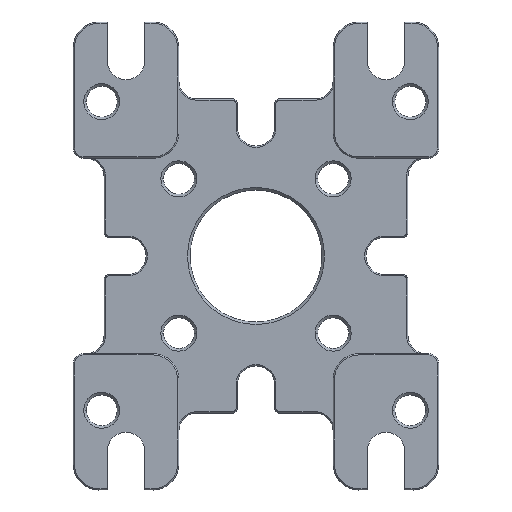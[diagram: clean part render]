
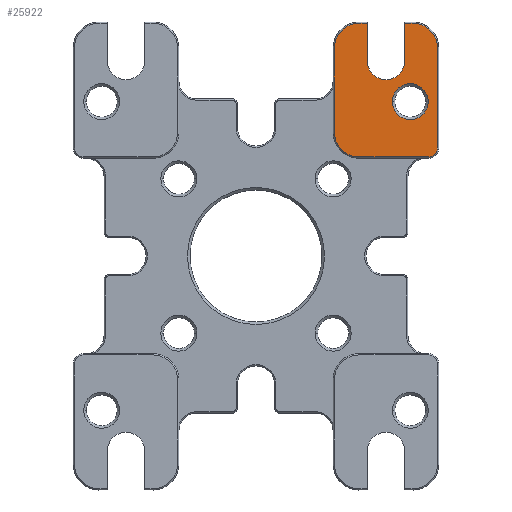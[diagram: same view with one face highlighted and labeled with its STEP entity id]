
A CAD part, top view. The second image highlights one B-rep face of the part: STEP entity #25922.
In plain terms, the highlighted planar face has unit normal (0, 0, 1).
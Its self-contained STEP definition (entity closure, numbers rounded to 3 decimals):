
#172 = EDGE_CURVE ( 'NONE', #16042, #5993, #23212, .T. ) ;
#189 = VECTOR ( 'NONE', #407, 1000. ) ;
#314 = AXIS2_PLACEMENT_3D ( 'NONE', #24328, #10847, #28811 ) ;
#407 = DIRECTION ( 'NONE',  ( 0., 1., 0. ) ) ;
#572 = VERTEX_POINT ( 'NONE', #23755 ) ;
#653 = VERTEX_POINT ( 'NONE', #12024 ) ;
#915 = EDGE_CURVE ( 'NONE', #24920, #7729, #1001, .T. ) ;
#1001 = LINE ( 'NONE', #15389, #17536 ) ;
#1086 = CIRCLE ( 'NONE', #16969, 3.5 ) ;
#1351 = CARTESIAN_POINT ( 'NONE',  ( 0., 19.25, 6. ) ) ;
#1353 = AXIS2_PLACEMENT_3D ( 'NONE', #28983, #26825, #15617 ) ;
#1698 = DIRECTION ( 'NONE',  ( -1., 0., 0. ) ) ;
#2056 = CARTESIAN_POINT ( 'NONE',  ( 33.5, 30., 6. ) ) ;
#2452 = VERTEX_POINT ( 'NONE', #3154 ) ;
#2525 = CARTESIAN_POINT ( 'NONE',  ( 26.5, 30., 6. ) ) ;
#3015 = AXIS2_PLACEMENT_3D ( 'NONE', #10787, #28432, #23979 ) ;
#3154 = CARTESIAN_POINT ( 'NONE',  ( 35.3, 21., 6. ) ) ;
#3168 = CIRCLE ( 'NONE', #18872, 3.62 ) ;
#3653 = LINE ( 'NONE', #16478, #8151 ) ;
#3968 = AXIS2_PLACEMENT_3D ( 'NONE', #27549, #9538, #20768 ) ;
#3974 = DIRECTION ( 'NONE',  ( 1., 0., 0. ) ) ;
#4107 = DIRECTION ( 'NONE',  ( 0., -1., 0. ) ) ;
#4886 = DIRECTION ( 'NONE',  ( -1., 0., 0. ) ) ;
#5252 = DIRECTION ( 'NONE',  ( 0., -1., 0. ) ) ;
#5302 = CARTESIAN_POINT ( 'NONE',  ( 15.25, 40.5, 6. ) ) ;
#5584 = DIRECTION ( 'NONE',  ( -1., 0., 0. ) ) ;
#5993 = VERTEX_POINT ( 'NONE', #25483 ) ;
#6307 = CARTESIAN_POINT ( 'NONE',  ( 20., 45.25, 6. ) ) ;
#7016 = LINE ( 'NONE', #13212, #15154 ) ;
#7042 = CARTESIAN_POINT ( 'NONE',  ( 28.895, 45.25, 6. ) ) ;
#7074 = AXIS2_PLACEMENT_3D ( 'NONE', #20926, #25465, #5584 ) ;
#7123 = LINE ( 'NONE', #20403, #189 ) ;
#7298 = EDGE_CURVE ( 'NONE', #16349, #15152, #3653, .T. ) ;
#7365 = ORIENTED_EDGE ( 'NONE', *, *, #15091, .T. ) ;
#7437 = ORIENTED_EDGE ( 'NONE', *, *, #18193, .T. ) ;
#7729 = VERTEX_POINT ( 'NONE', #7042 ) ;
#8005 = EDGE_CURVE ( 'NONE', #9786, #16042, #3168, .T. ) ;
#8151 = VECTOR ( 'NONE', #5252, 1000. ) ;
#9401 = VERTEX_POINT ( 'NONE', #6307 ) ;
#9538 = DIRECTION ( 'NONE',  ( 0., 0., -1. ) ) ;
#9648 = DIRECTION ( 'NONE',  ( 0., 0., -1. ) ) ;
#9786 = VERTEX_POINT ( 'NONE', #24385 ) ;
#9815 = ORIENTED_EDGE ( 'NONE', *, *, #15030, .T. ) ;
#9841 = ORIENTED_EDGE ( 'NONE', *, *, #7298, .T. ) ;
#9998 = EDGE_CURVE ( 'NONE', #2452, #572, #7123, .T. ) ;
#10465 = CIRCLE ( 'NONE', #1353, 4.75 ) ;
#10787 = CARTESIAN_POINT ( 'NONE',  ( 20., 40.5, 6. ) ) ;
#10847 = DIRECTION ( 'NONE',  ( 0., 0., 1. ) ) ;
#11714 = EDGE_CURVE ( 'NONE', #15152, #15141, #11917, .T. ) ;
#11917 = CIRCLE ( 'NONE', #314, 4.75 ) ;
#12024 = CARTESIAN_POINT ( 'NONE',  ( 33.55, 19.25, 6. ) ) ;
#12098 = CARTESIAN_POINT ( 'NONE',  ( 15.25, 24., 6. ) ) ;
#13212 = CARTESIAN_POINT ( 'NONE',  ( 28.895, 53.09, 6. ) ) ;
#13788 = ORIENTED_EDGE ( 'NONE', *, *, #25733, .T. ) ;
#14384 = DIRECTION ( 'NONE',  ( -1., 0., 0. ) ) ;
#14513 = ORIENTED_EDGE ( 'NONE', *, *, #9998, .T. ) ;
#14531 = ORIENTED_EDGE ( 'NONE', *, *, #915, .T. ) ;
#14673 = ORIENTED_EDGE ( 'NONE', *, *, #14691, .T. ) ;
#14691 = EDGE_CURVE ( 'NONE', #19018, #25715, #27348, .T. ) ;
#15030 = EDGE_CURVE ( 'NONE', #572, #24920, #10465, .T. ) ;
#15091 = EDGE_CURVE ( 'NONE', #25715, #19018, #1086, .T. ) ;
#15123 = DIRECTION ( 'NONE',  ( 0., 0., 1. ) ) ;
#15141 = VERTEX_POINT ( 'NONE', #16403 ) ;
#15152 = VERTEX_POINT ( 'NONE', #12098 ) ;
#15154 = VECTOR ( 'NONE', #4107, 1000. ) ;
#15389 = CARTESIAN_POINT ( 'NONE',  ( 28.895, 45.25, 6. ) ) ;
#15617 = DIRECTION ( 'NONE',  ( -1., 0., 0. ) ) ;
#15655 = EDGE_CURVE ( 'NONE', #5993, #9401, #19135, .T. ) ;
#16042 = VERTEX_POINT ( 'NONE', #22141 ) ;
#16349 = VERTEX_POINT ( 'NONE', #5302 ) ;
#16403 = CARTESIAN_POINT ( 'NONE',  ( 20., 19.25, 6. ) ) ;
#16478 = CARTESIAN_POINT ( 'NONE',  ( 15.25, 24., 6. ) ) ;
#16500 = CARTESIAN_POINT ( 'NONE',  ( 30., 30., 6. ) ) ;
#16969 = AXIS2_PLACEMENT_3D ( 'NONE', #16500, #9648, #27579 ) ;
#17536 = VECTOR ( 'NONE', #26416, 1000. ) ;
#17546 = ORIENTED_EDGE ( 'NONE', *, *, #15655, .T. ) ;
#17747 = CARTESIAN_POINT ( 'NONE',  ( 30.55, 45.25, 6. ) ) ;
#18193 = EDGE_CURVE ( 'NONE', #653, #2452, #24742, .T. ) ;
#18375 = CARTESIAN_POINT ( 'NONE',  ( 25.275, 37.91, 6. ) ) ;
#18503 = ORIENTED_EDGE ( 'NONE', *, *, #26160, .T. ) ;
#18872 = AXIS2_PLACEMENT_3D ( 'NONE', #18375, #25345, #4886 ) ;
#19018 = VERTEX_POINT ( 'NONE', #2525 ) ;
#19135 = LINE ( 'NONE', #23672, #25042 ) ;
#19671 = VECTOR ( 'NONE', #3974, 1000. ) ;
#20403 = CARTESIAN_POINT ( 'NONE',  ( 35.3, 0., 6. ) ) ;
#20768 = DIRECTION ( 'NONE',  ( -1., 0., 0. ) ) ;
#20926 = CARTESIAN_POINT ( 'NONE',  ( 30., 30., 6. ) ) ;
#21018 = AXIS2_PLACEMENT_3D ( 'NONE', #23928, #15123, #1698 ) ;
#21690 = ORIENTED_EDGE ( 'NONE', *, *, #23474, .T. ) ;
#22141 = CARTESIAN_POINT ( 'NONE',  ( 21.655, 37.91, 6. ) ) ;
#22299 = ORIENTED_EDGE ( 'NONE', *, *, #8005, .T. ) ;
#22310 = ORIENTED_EDGE ( 'NONE', *, *, #172, .T. ) ;
#23053 = DIRECTION ( 'NONE',  ( 0., 1., 0. ) ) ;
#23058 = ORIENTED_EDGE ( 'NONE', *, *, #11714, .T. ) ;
#23162 = LINE ( 'NONE', #1351, #19671 ) ;
#23212 = LINE ( 'NONE', #27679, #26288 ) ;
#23474 = EDGE_CURVE ( 'NONE', #9401, #16349, #27228, .T. ) ;
#23672 = CARTESIAN_POINT ( 'NONE',  ( 20., 45.25, 6. ) ) ;
#23755 = CARTESIAN_POINT ( 'NONE',  ( 35.3, 40.5, 6. ) ) ;
#23878 = FACE_OUTER_BOUND ( 'NONE', #27624, .T. ) ;
#23928 = CARTESIAN_POINT ( 'NONE',  ( 33.55, 21., 6. ) ) ;
#23979 = DIRECTION ( 'NONE',  ( -1., 0., 0. ) ) ;
#24328 = CARTESIAN_POINT ( 'NONE',  ( 20., 24., 6. ) ) ;
#24385 = CARTESIAN_POINT ( 'NONE',  ( 28.895, 37.91, 6. ) ) ;
#24742 = CIRCLE ( 'NONE', #21018, 1.75 ) ;
#24920 = VERTEX_POINT ( 'NONE', #17747 ) ;
#25042 = VECTOR ( 'NONE', #14384, 1000. ) ;
#25214 = PLANE ( 'NONE',  #3968 ) ;
#25345 = DIRECTION ( 'NONE',  ( 0., 0., -1. ) ) ;
#25465 = DIRECTION ( 'NONE',  ( 0., 0., -1. ) ) ;
#25483 = CARTESIAN_POINT ( 'NONE',  ( 21.655, 45.25, 6. ) ) ;
#25588 = FACE_BOUND ( 'NONE', #27533, .T. ) ;
#25715 = VERTEX_POINT ( 'NONE', #2056 ) ;
#25733 = EDGE_CURVE ( 'NONE', #7729, #9786, #7016, .T. ) ;
#25922 = ADVANCED_FACE ( 'NONE', ( #25588, #23878 ), #25214, .F. ) ;
#26160 = EDGE_CURVE ( 'NONE', #15141, #653, #23162, .T. ) ;
#26288 = VECTOR ( 'NONE', #23053, 1000. ) ;
#26416 = DIRECTION ( 'NONE',  ( -1., 0., 0. ) ) ;
#26825 = DIRECTION ( 'NONE',  ( 0., 0., 1. ) ) ;
#27228 = CIRCLE ( 'NONE', #3015, 4.75 ) ;
#27348 = CIRCLE ( 'NONE', #7074, 3.5 ) ;
#27533 = EDGE_LOOP ( 'NONE', ( #7365, #14673 ) ) ;
#27549 = CARTESIAN_POINT ( 'NONE',  ( 0., 0., 6. ) ) ;
#27579 = DIRECTION ( 'NONE',  ( -1., 0., 0. ) ) ;
#27624 = EDGE_LOOP ( 'NONE', ( #9815, #14531, #13788, #22299, #22310, #17546, #21690, #9841, #23058, #18503, #7437, #14513 ) ) ;
#27679 = CARTESIAN_POINT ( 'NONE',  ( 21.655, 53.09, 6. ) ) ;
#28432 = DIRECTION ( 'NONE',  ( 0., 0., 1. ) ) ;
#28811 = DIRECTION ( 'NONE',  ( -1., 0., 0. ) ) ;
#28983 = CARTESIAN_POINT ( 'NONE',  ( 30.55, 40.5, 6. ) ) ;
